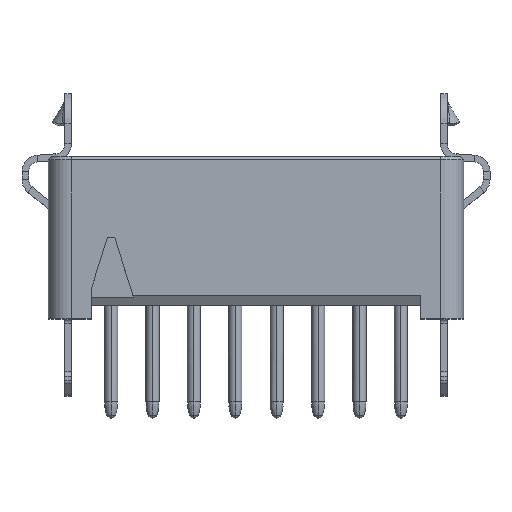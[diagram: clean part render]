
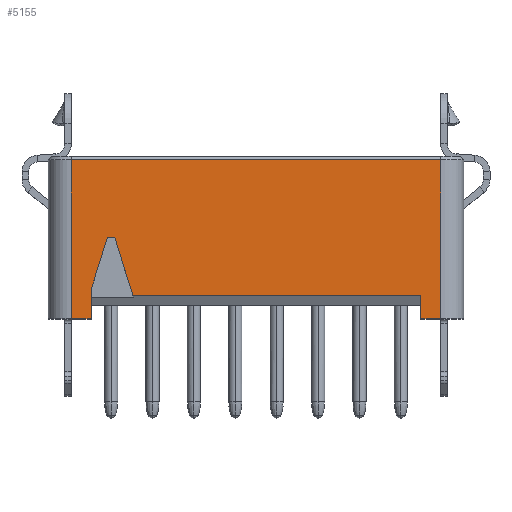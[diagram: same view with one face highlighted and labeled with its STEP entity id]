
A CAD part, top view. The second image highlights one B-rep face of the part: STEP entity #5155.
In plain terms, the highlighted planar face has unit normal (0, 0, 1).
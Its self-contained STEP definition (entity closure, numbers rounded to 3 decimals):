
#1100=DIRECTION('',(0.,-1.,0.));
#1101=VECTOR('',#1100,0.7);
#1102=CARTESIAN_POINT('',(4.975,-1.2,2.45));
#1103=LINE('',#1102,#1101);
#1200=DIRECTION('',(-1.,0.,0.));
#1201=VECTOR('',#1200,0.6);
#1202=CARTESIAN_POINT('',(-4.975,-1.9,2.45));
#1203=LINE('',#1202,#1201);
#1228=DIRECTION('',(-1.,0.,0.));
#1229=VECTOR('',#1228,0.6);
#1230=CARTESIAN_POINT('',(5.575,-1.9,2.45));
#1231=LINE('',#1230,#1229);
#1484=DIRECTION('',(0.,1.,0.));
#1485=VECTOR('',#1484,0.897);
#1486=CARTESIAN_POINT('',(-4.975,-1.9,2.45));
#1487=LINE('',#1486,#1485);
#1520=DIRECTION('',(-0.301,0.954,0.));
#1521=VECTOR('',#1520,1.835);
#1522=CARTESIAN_POINT('',(-3.713,-1.2,2.45));
#1523=LINE('',#1522,#1521);
#1527=DIRECTION('',(-1.,0.,0.));
#1528=VECTOR('',#1527,0.221);
#1529=CARTESIAN_POINT('',(-4.265,0.55,2.45));
#1530=LINE('',#1529,#1528);
#1534=DIRECTION('',(-0.301,-0.954,0.));
#1535=VECTOR('',#1534,1.628);
#1536=CARTESIAN_POINT('',(-4.485,0.55,2.45));
#1537=LINE('',#1536,#1535);
#1541=DIRECTION('',(0.,-1.,0.));
#1542=VECTOR('',#1541,4.8);
#1543=CARTESIAN_POINT('',(-5.575,2.9,2.45));
#1544=LINE('',#1543,#1542);
#1548=DIRECTION('',(1.,0.,0.));
#1549=VECTOR('',#1548,11.15);
#1550=CARTESIAN_POINT('',(-5.575,2.9,2.45));
#1551=LINE('',#1550,#1549);
#1555=DIRECTION('',(0.,-1.,0.));
#1556=VECTOR('',#1555,4.8);
#1557=CARTESIAN_POINT('',(5.575,2.9,2.45));
#1558=LINE('',#1557,#1556);
#1562=DIRECTION('',(1.,0.,0.));
#1563=VECTOR('',#1562,8.688);
#1564=CARTESIAN_POINT('',(-3.713,-1.2,2.45));
#1565=LINE('',#1564,#1563);
#3870=CARTESIAN_POINT('',(-5.575,2.9,2.45));
#3871=CARTESIAN_POINT('',(5.575,2.9,2.45));
#3872=VERTEX_POINT('',#3870);
#3873=VERTEX_POINT('',#3871);
#3940=CARTESIAN_POINT('',(-5.575,-1.9,2.45));
#3942=VERTEX_POINT('',#3940);
#3945=CARTESIAN_POINT('',(5.575,-1.9,2.45));
#3947=VERTEX_POINT('',#3945);
#3948=CARTESIAN_POINT('',(-4.975,-1.9,2.45));
#3949=VERTEX_POINT('',#3948);
#3950=CARTESIAN_POINT('',(4.975,-1.9,2.45));
#3951=VERTEX_POINT('',#3950);
#4052=CARTESIAN_POINT('',(-3.713,-1.2,2.45));
#4053=CARTESIAN_POINT('',(-4.265,0.55,2.45));
#4054=VERTEX_POINT('',#4052);
#4055=VERTEX_POINT('',#4053);
#4056=CARTESIAN_POINT('',(-4.485,0.55,2.45));
#4057=CARTESIAN_POINT('',(-4.975,-1.003,2.45));
#4058=VERTEX_POINT('',#4056);
#4059=VERTEX_POINT('',#4057);
#4114=CARTESIAN_POINT('',(4.975,-1.2,2.45));
#4116=VERTEX_POINT('',#4114);
#5130=CARTESIAN_POINT('',(-6.275,0.,2.45));
#5131=DIRECTION('',(0.,0.,1.));
#5132=DIRECTION('',(1.,0.,0.));
#5133=AXIS2_PLACEMENT_3D('',#5130,#5131,#5132);
#5134=PLANE('',#5133);
#5136=ORIENTED_EDGE('',*,*,#5135,.T.);
#5138=ORIENTED_EDGE('',*,*,#5137,.T.);
#5140=ORIENTED_EDGE('',*,*,#5139,.T.);
#5141=ORIENTED_EDGE('',*,*,#5095,.F.);
#5142=ORIENTED_EDGE('',*,*,#4943,.T.);
#5144=ORIENTED_EDGE('',*,*,#5143,.F.);
#5146=ORIENTED_EDGE('',*,*,#5145,.T.);
#5148=ORIENTED_EDGE('',*,*,#5147,.T.);
#5149=ORIENTED_EDGE('',*,*,#4957,.T.);
#5150=ORIENTED_EDGE('',*,*,#4878,.F.);
#5152=ORIENTED_EDGE('',*,*,#5151,.F.);
#5153=EDGE_LOOP('',(#5136,#5138,#5140,#5141,#5142,#5144,#5146,#5148,#5149,#5150,
#5152));
#5154=FACE_OUTER_BOUND('',#5153,.F.);
#5155=ADVANCED_FACE('',(#5154),#5134,.T.);
#4878=EDGE_CURVE('',#4116,#3951,#1103,.T.);
#4943=EDGE_CURVE('',#3949,#3942,#1203,.T.);
#4957=EDGE_CURVE('',#3947,#3951,#1231,.T.);
#5095=EDGE_CURVE('',#3949,#4059,#1487,.T.);
#5135=EDGE_CURVE('',#4054,#4055,#1523,.T.);
#5137=EDGE_CURVE('',#4055,#4058,#1530,.T.);
#5139=EDGE_CURVE('',#4058,#4059,#1537,.T.);
#5143=EDGE_CURVE('',#3872,#3942,#1544,.T.);
#5145=EDGE_CURVE('',#3872,#3873,#1551,.T.);
#5147=EDGE_CURVE('',#3873,#3947,#1558,.T.);
#5151=EDGE_CURVE('',#4054,#4116,#1565,.T.);
